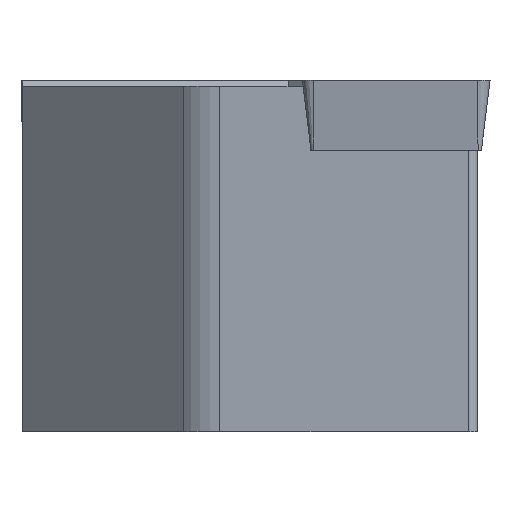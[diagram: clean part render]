
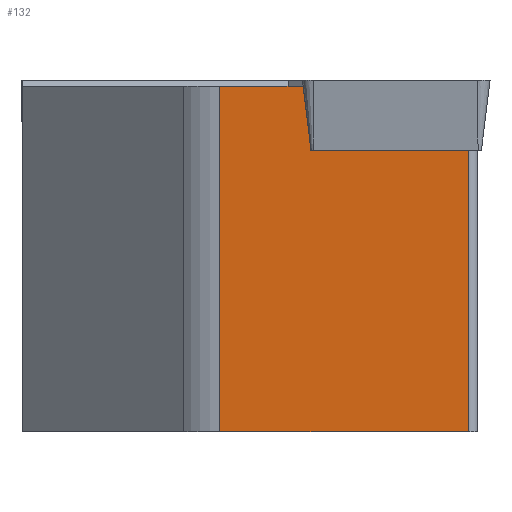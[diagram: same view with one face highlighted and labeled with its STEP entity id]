
A CAD part, left-side view. The second image highlights one B-rep face of the part: STEP entity #132.
In plain terms, the highlighted planar face has unit normal (-0.996, 0.087, 0).
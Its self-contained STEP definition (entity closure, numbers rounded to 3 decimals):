
#132=ADVANCED_FACE('',(#180),#158,.F.);
#158=PLANE('',#612);
#180=FACE_OUTER_BOUND('',#207,.T.);
#207=EDGE_LOOP('',(#396,#397,#398,#399,#400,#401));
#230=LINE('',#792,#286);
#251=LINE('',#836,#307);
#255=LINE('',#846,#311);
#256=LINE('',#848,#312);
#257=LINE('',#850,#313);
#258=LINE('',#851,#314);
#286=VECTOR('',#649,1.);
#307=VECTOR('',#688,1.);
#311=VECTOR('',#698,1.);
#312=VECTOR('',#701,1.);
#313=VECTOR('',#702,1.);
#314=VECTOR('',#703,1.);
#396=ORIENTED_EDGE('',*,*,#553,.T.);
#397=ORIENTED_EDGE('',*,*,#554,.T.);
#398=ORIENTED_EDGE('',*,*,#547,.F.);
#399=ORIENTED_EDGE('',*,*,#555,.T.);
#400=ORIENTED_EDGE('',*,*,#525,.F.);
#401=ORIENTED_EDGE('',*,*,#552,.T.);
#471=VERTEX_POINT('',#774);
#480=VERTEX_POINT('',#791);
#491=VERTEX_POINT('',#828);
#494=VERTEX_POINT('',#835);
#497=VERTEX_POINT('',#845);
#498=VERTEX_POINT('',#849);
#525=EDGE_CURVE('',#480,#471,#230,.T.);
#547=EDGE_CURVE('',#494,#491,#251,.T.);
#552=EDGE_CURVE('',#480,#497,#255,.T.);
#553=EDGE_CURVE('',#497,#498,#256,.T.);
#554=EDGE_CURVE('',#498,#491,#257,.T.);
#555=EDGE_CURVE('',#494,#471,#258,.T.);
#612=AXIS2_PLACEMENT_3D('',#852,#704,#705);
#649=DIRECTION('',(0.087,0.996,0.));
#688=DIRECTION('',(-0.087,-0.996,0.));
#698=DIRECTION('',(0.,0.,1.));
#701=DIRECTION('',(0.087,0.996,0.));
#702=DIRECTION('',(0.011,0.123,0.992));
#703=DIRECTION('',(0.,0.,-1.));
#704=DIRECTION('',(0.996,-0.087,0.));
#705=DIRECTION('',(0.087,0.996,0.));
#774=CARTESIAN_POINT('',(1.165,-6.765,-12.));
#791=CARTESIAN_POINT('',(0.423,-15.252,-12.));
#792=CARTESIAN_POINT('',(0.423,-15.252,-12.));
#828=CARTESIAN_POINT('',(0.917,-9.607,-0.2));
#835=CARTESIAN_POINT('',(1.165,-6.765,-0.2));
#836=CARTESIAN_POINT('',(0.423,-15.252,-0.2));
#845=CARTESIAN_POINT('',(0.423,-15.252,-2.38));
#846=CARTESIAN_POINT('',(0.423,-15.252,-30.));
#848=CARTESIAN_POINT('',(0.423,-15.252,-2.38));
#849=CARTESIAN_POINT('',(0.893,-9.877,-2.38));
#850=CARTESIAN_POINT('',(0.59,-13.338,-30.24));
#851=CARTESIAN_POINT('',(1.165,-6.765,-30.));
#852=CARTESIAN_POINT('',(0.423,-15.252,-30.));
